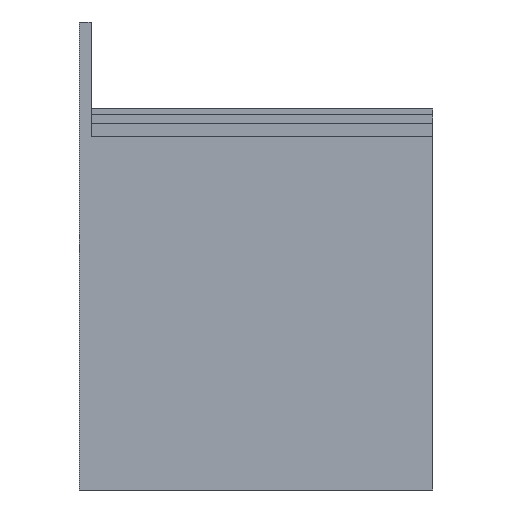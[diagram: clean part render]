
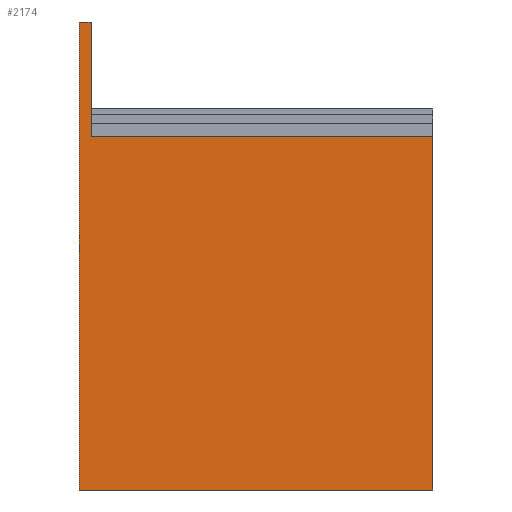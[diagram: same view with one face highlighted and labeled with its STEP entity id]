
A CAD part, left-side view. The second image highlights one B-rep face of the part: STEP entity #2174.
In plain terms, the highlighted planar face has unit normal (-1, 0, 0).
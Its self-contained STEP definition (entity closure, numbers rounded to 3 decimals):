
#2159=AXIS2_PLACEMENT_3D('Plane Axis2P3D',#2156,#2157,#2158) ;
#374=CARTESIAN_POINT('Vertex',(-52.5,58.,-55.5)) ;
#377=CARTESIAN_POINT('Line Origine',(-52.5,58.,-65.25)) ;
#381=CARTESIAN_POINT('Vertex',(-52.5,58.,-75.)) ;
#1307=CARTESIAN_POINT('Vertex',(-52.5,60.,-55.5)) ;
#1310=CARTESIAN_POINT('Line Origine',(-52.5,59.,-55.5)) ;
#1322=CARTESIAN_POINT('Line Origine',(-52.5,29.,-75.)) ;
#1326=CARTESIAN_POINT('Vertex',(-52.5,0.,-75.)) ;
#1452=CARTESIAN_POINT('Vertex',(-52.5,60.,-135.)) ;
#1455=CARTESIAN_POINT('Line Origine',(-52.5,60.,-95.25)) ;
#2050=CARTESIAN_POINT('Line Origine',(-52.5,0.,-105.)) ;
#2054=CARTESIAN_POINT('Vertex',(-52.5,0.,-135.)) ;
#2156=CARTESIAN_POINT('Axis2P3D Location',(-52.5,0.,0.)) ;
#2161=CARTESIAN_POINT('Line Origine',(-52.5,30.,-135.)) ;
#378=DIRECTION('Vector Direction',(0.,0.,-1.)) ;
#1311=DIRECTION('Vector Direction',(0.,-1.,0.)) ;
#1323=DIRECTION('Vector Direction',(0.,-1.,0.)) ;
#1456=DIRECTION('Vector Direction',(0.,0.,1.)) ;
#2051=DIRECTION('Vector Direction',(0.,0.,-1.)) ;
#2157=DIRECTION('Axis2P3D Direction',(-1.,0.,0.)) ;
#2158=DIRECTION('Axis2P3D XDirection',(0.,1.,0.)) ;
#2162=DIRECTION('Vector Direction',(0.,1.,0.)) ;
#379=VECTOR('Line Direction',#378,1.) ;
#1312=VECTOR('Line Direction',#1311,1.) ;
#1324=VECTOR('Line Direction',#1323,1.) ;
#1457=VECTOR('Line Direction',#1456,1.) ;
#2052=VECTOR('Line Direction',#2051,1.) ;
#2163=VECTOR('Line Direction',#2162,1.) ;
#2167=ORIENTED_EDGE('',*,*,#2056,.T.) ;
#2168=ORIENTED_EDGE('',*,*,#1328,.T.) ;
#2169=ORIENTED_EDGE('',*,*,#383,.T.) ;
#2170=ORIENTED_EDGE('',*,*,#1314,.T.) ;
#2171=ORIENTED_EDGE('',*,*,#1459,.T.) ;
#2172=ORIENTED_EDGE('',*,*,#2165,.T.) ;
#2174=ADVANCED_FACE('Copriterminale alto HTC inferiore',(#2173),#2160,.T.) ;
#383=EDGE_CURVE('',#382,#375,#380,.F.) ;
#1314=EDGE_CURVE('',#375,#1308,#1313,.F.) ;
#1328=EDGE_CURVE('',#1327,#382,#1325,.F.) ;
#1459=EDGE_CURVE('',#1308,#1453,#1458,.F.) ;
#2056=EDGE_CURVE('',#2055,#1327,#2053,.F.) ;
#2165=EDGE_CURVE('',#1453,#2055,#2164,.F.) ;
#2166=EDGE_LOOP('',(#2167,#2168,#2169,#2170,#2171,#2172)) ;
#2173=FACE_OUTER_BOUND('',#2166,.T.) ;
#380=LINE('Line',#377,#379) ;
#1313=LINE('Line',#1310,#1312) ;
#1325=LINE('Line',#1322,#1324) ;
#1458=LINE('Line',#1455,#1457) ;
#2053=LINE('Line',#2050,#2052) ;
#2164=LINE('Line',#2161,#2163) ;
#2160=PLANE('',#2159) ;
#375=VERTEX_POINT('',#374) ;
#382=VERTEX_POINT('',#381) ;
#1308=VERTEX_POINT('',#1307) ;
#1327=VERTEX_POINT('',#1326) ;
#1453=VERTEX_POINT('',#1452) ;
#2055=VERTEX_POINT('',#2054) ;
